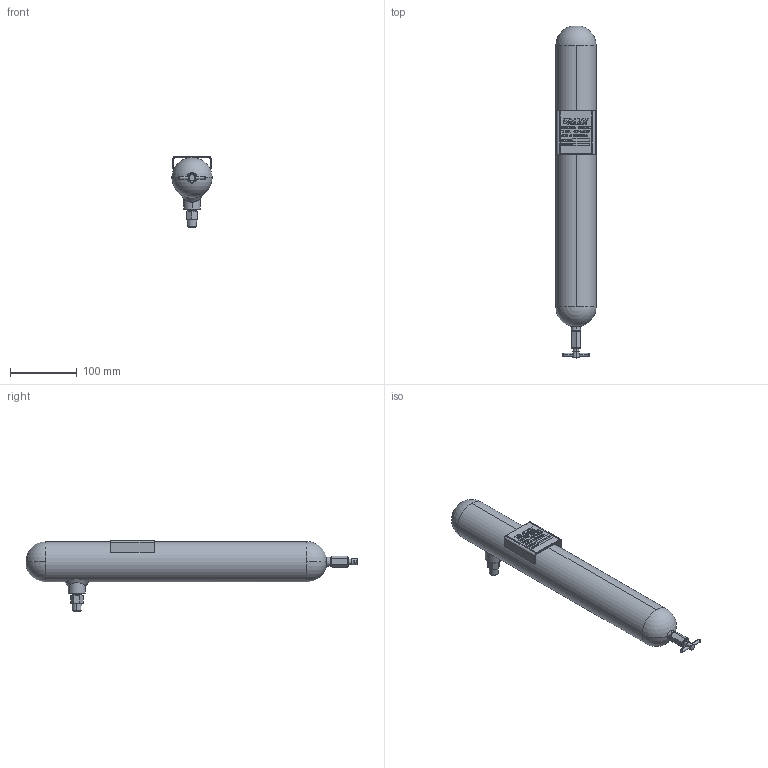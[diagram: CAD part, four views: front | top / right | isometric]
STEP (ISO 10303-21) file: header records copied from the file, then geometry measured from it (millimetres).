
FILE_DESCRIPTION (( 'STEP AP214' ), '1' );
FILE_NAME ('DP200 17-5(YANL17.5).STEP', '2021-12-27T13:16:34', ( '' ), ( '' ), 'SwSTEP 2.0', 'SolidWorks 2019', '' );
FILE_SCHEMA (( 'AUTOMOTIVE_DESIGN' ));
Length unit declared in the file: inch
Products named in the file (1): DP200 17-5(YANL17.5)
Bounding box: 60.33 x 496.46 x 107.01 mm (x, y, z)
Volume: 1259568.4 mm3; surface area: 104191.2 mm2
Topology: 2 solids, 2 shells, 950 faces, 2571 edges, 1697 vertices
Faces by surface type: plane 676, bspline 214, cylinder 26, cone 26, torus 4, sphere 4
Entity records: 42538 total; most frequent: CARTESIAN_POINT 19187, ORIENTED_EDGE 5130, DIRECTION 3661, EDGE_CURVE 2565, LINE 2007, VECTOR 2007, VERTEX_POINT 1697, EDGE_LOOP 1028
